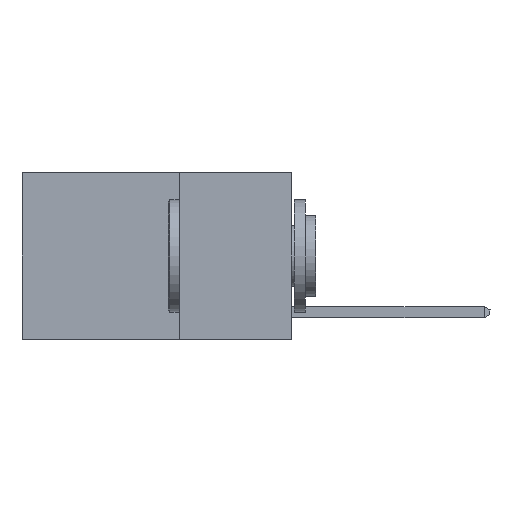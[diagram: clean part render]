
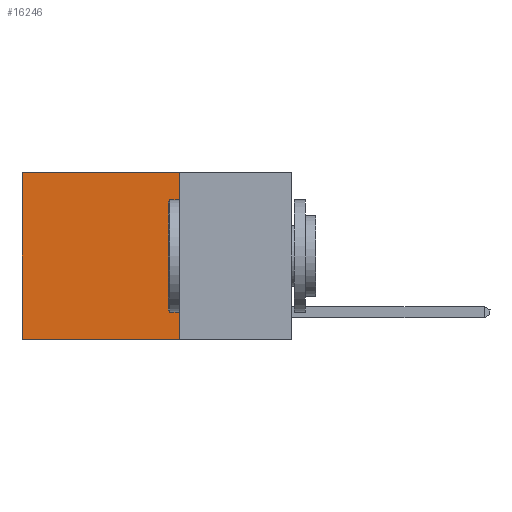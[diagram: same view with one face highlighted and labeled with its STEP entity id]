
A CAD part, left-side view. The second image highlights one B-rep face of the part: STEP entity #16246.
In plain terms, the highlighted planar face has unit normal (-1, 0, 0).
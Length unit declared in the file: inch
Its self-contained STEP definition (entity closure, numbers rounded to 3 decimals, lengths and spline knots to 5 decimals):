
#733 = DIRECTION ( 'NONE',  ( 0., 0., -1. ) ) ;
#1548 = DIRECTION ( 'NONE',  ( 0., 0., -1. ) ) ;
#2126 = VECTOR ( 'NONE', #13213, 39.37008 ) ;
#2289 = ORIENTED_EDGE ( 'NONE', *, *, #13307, .T. ) ;
#5822 = ORIENTED_EDGE ( 'NONE', *, *, #19300, .T. ) ;
#6490 = CARTESIAN_POINT ( 'NONE',  ( 0.2625, 0.6, -0.37 ) ) ;
#6636 = CARTESIAN_POINT ( 'NONE',  ( 0.2625, 0.25, -0.37 ) ) ;
#7382 = DIRECTION ( 'NONE',  ( 0., 1., 0. ) ) ;
#7963 = CARTESIAN_POINT ( 'NONE',  ( 0.2625, 0.25, -0.37 ) ) ;
#8130 = PLANE ( 'NONE',  #23853 ) ;
#8172 = ORIENTED_EDGE ( 'NONE', *, *, #26017, .F. ) ;
#9218 = VECTOR ( 'NONE', #1548, 39.37008 ) ;
#10131 = LINE ( 'NONE', #7963, #27364 ) ;
#10784 = DIRECTION ( 'NONE',  ( 1., 0., 0. ) ) ;
#12693 = FACE_OUTER_BOUND ( 'NONE', #19877, .T. ) ;
#12744 = CARTESIAN_POINT ( 'NONE',  ( 0.2625, 0.6, 0. ) ) ;
#13213 = DIRECTION ( 'NONE',  ( 0., 0., -1. ) ) ;
#13307 = EDGE_CURVE ( 'NONE', #13523, #22231, #15713, .T. ) ;
#13523 = VERTEX_POINT ( 'NONE', #17099 ) ;
#14265 = ORIENTED_EDGE ( 'NONE', *, *, #24501, .F. ) ;
#15188 = DIRECTION ( 'NONE',  ( 0., 1., 0. ) ) ;
#15713 = LINE ( 'NONE', #12744, #2126 ) ;
#16246 = ADVANCED_FACE ( 'NONE', ( #12693 ), #8130, .F. ) ;
#16870 = VECTOR ( 'NONE', #7382, 39.37008 ) ;
#17099 = CARTESIAN_POINT ( 'NONE',  ( 0.2625, 0.6, 0. ) ) ;
#18760 = VERTEX_POINT ( 'NONE', #24534 ) ;
#19300 = EDGE_CURVE ( 'NONE', #18760, #13523, #26415, .T. ) ;
#19877 = EDGE_LOOP ( 'NONE', ( #2289, #8172, #14265, #5822 ) ) ;
#22231 = VERTEX_POINT ( 'NONE', #6490 ) ;
#22318 = VERTEX_POINT ( 'NONE', #6636 ) ;
#23098 = LINE ( 'NONE', #25452, #9218 ) ;
#23853 = AXIS2_PLACEMENT_3D ( 'NONE', #29974, #10784, #733 ) ;
#24501 = EDGE_CURVE ( 'NONE', #18760, #22318, #23098, .T. ) ;
#24534 = CARTESIAN_POINT ( 'NONE',  ( 0.2625, 0.25, 0. ) ) ;
#25452 = CARTESIAN_POINT ( 'NONE',  ( 0.2625, 0.25, 0. ) ) ;
#26017 = EDGE_CURVE ( 'NONE', #22318, #22231, #10131, .T. ) ;
#26415 = LINE ( 'NONE', #29055, #16870 ) ;
#27364 = VECTOR ( 'NONE', #15188, 39.37008 ) ;
#29055 = CARTESIAN_POINT ( 'NONE',  ( 0.2625, 0.25, 0. ) ) ;
#29974 = CARTESIAN_POINT ( 'NONE',  ( 0.2625, 0.25, 0. ) ) ;
